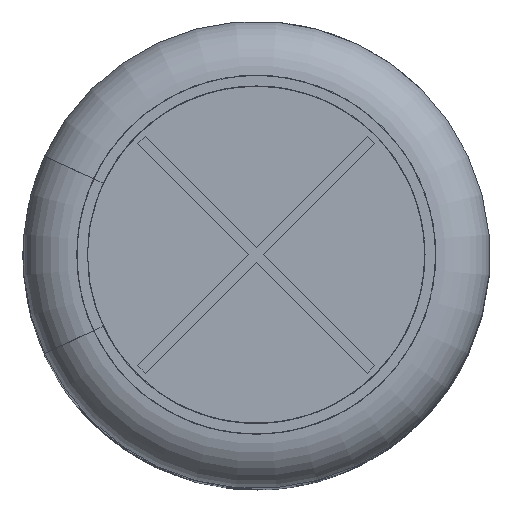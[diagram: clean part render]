
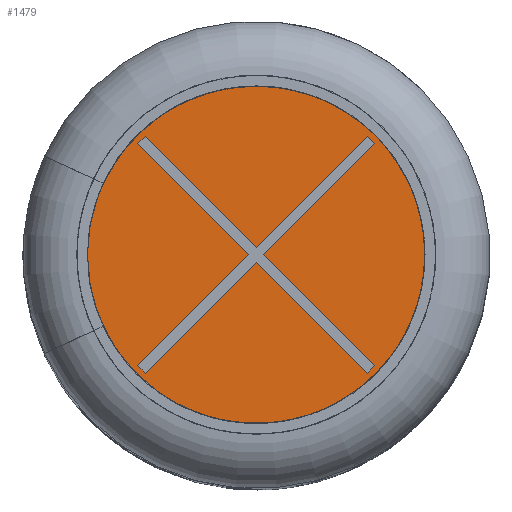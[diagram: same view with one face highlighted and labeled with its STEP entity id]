
A CAD part, top view. The second image highlights one B-rep face of the part: STEP entity #1479.
In plain terms, the highlighted planar face has unit normal (0, 0, 1).
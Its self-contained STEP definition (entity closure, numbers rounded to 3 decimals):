
#1479 = ADVANCED_FACE( '', ( #3105, #3106 ), #3107, .T. );
#3105 = FACE_OUTER_BOUND( '', #10593, .T. );
#3106 = FACE_BOUND( '', #10594, .T. );
#3107 = PLANE( '', #10595 );
#10593 = EDGE_LOOP( '', ( #15132 ) );
#10594 = EDGE_LOOP( '', ( #15133, #15134, #15135, #15136, #15137, #15138, #15139, #15140, #15141, #15142, #15143, #15144 ) );
#10595 = AXIS2_PLACEMENT_3D( '', #15145, #15146, #15147 );
#15132 = ORIENTED_EDGE( '', *, *, #17083, .F. );
#15133 = ORIENTED_EDGE( '', *, *, #16619, .T. );
#15134 = ORIENTED_EDGE( '', *, *, #16844, .T. );
#15135 = ORIENTED_EDGE( '', *, *, #15693, .T. );
#15136 = ORIENTED_EDGE( '', *, *, #16316, .T. );
#15137 = ORIENTED_EDGE( '', *, *, #16458, .T. );
#15138 = ORIENTED_EDGE( '', *, *, #16073, .T. );
#15139 = ORIENTED_EDGE( '', *, *, #16131, .T. );
#15140 = ORIENTED_EDGE( '', *, *, #15653, .T. );
#15141 = ORIENTED_EDGE( '', *, *, #16160, .T. );
#15142 = ORIENTED_EDGE( '', *, *, #16014, .T. );
#15143 = ORIENTED_EDGE( '', *, *, #16096, .T. );
#15144 = ORIENTED_EDGE( '', *, *, #16425, .T. );
#15145 = CARTESIAN_POINT( '', ( -3.843, 0., 24.78 ) );
#15146 = DIRECTION( '', ( 0., 0., 1. ) );
#15147 = DIRECTION( '', ( 1., 0., 0. ) );
#15653 = EDGE_CURVE( '', #17554, #17555, #17556, .T. );
#15693 = EDGE_CURVE( '', #17623, #17624, #17625, .T. );
#16014 = EDGE_CURVE( '', #18163, #18164, #18165, .T. );
#16073 = EDGE_CURVE( '', #18257, #18258, #18259, .T. );
#16096 = EDGE_CURVE( '', #18164, #18296, #18297, .T. );
#16131 = EDGE_CURVE( '', #18258, #17554, #18353, .T. );
#16160 = EDGE_CURVE( '', #17555, #18163, #18396, .T. );
#16316 = EDGE_CURVE( '', #17624, #18641, #18642, .T. );
#16425 = EDGE_CURVE( '', #18296, #18807, #18808, .T. );
#16458 = EDGE_CURVE( '', #18641, #18257, #18858, .T. );
#16619 = EDGE_CURVE( '', #18807, #19095, #19096, .T. );
#16844 = EDGE_CURVE( '', #19095, #17623, #19401, .T. );
#17083 = EDGE_CURVE( '', #19697, #19697, #19698, .T. );
#17554 = VERTEX_POINT( '', #20509 );
#17555 = VERTEX_POINT( '', #20510 );
#17556 = LINE( '', #20511, #20512 );
#17623 = VERTEX_POINT( '', #20636 );
#17624 = VERTEX_POINT( '', #20637 );
#17625 = LINE( '', #20638, #20639 );
#18163 = VERTEX_POINT( '', #22210 );
#18164 = VERTEX_POINT( '', #22211 );
#18165 = LINE( '', #22212, #22213 );
#18257 = VERTEX_POINT( '', #22367 );
#18258 = VERTEX_POINT( '', #22368 );
#18259 = LINE( '', #22369, #22370 );
#18296 = VERTEX_POINT( '', #22418 );
#18297 = LINE( '', #22419, #22420 );
#18353 = LINE( '', #22518, #22519 );
#18396 = LINE( '', #22655, #22656 );
#18641 = VERTEX_POINT( '', #23331 );
#18642 = LINE( '', #23332, #23333 );
#18807 = VERTEX_POINT( '', #23711 );
#18808 = LINE( '', #23712, #23713 );
#18858 = LINE( '', #23796, #23797 );
#19095 = VERTEX_POINT( '', #24350 );
#19096 = LINE( '', #24351, #24352 );
#19401 = LINE( '', #25090, #25091 );
#19697 = VERTEX_POINT( '', #25782 );
#19698 = CIRCLE( '', #25783, 3.843 );
#20509 = CARTESIAN_POINT( '', ( 2.375, -2.533, 24.78 ) );
#20510 = CARTESIAN_POINT( '', ( 0., -0.157, 24.78 ) );
#20511 = CARTESIAN_POINT( '', ( 0., -0.157, 24.78 ) );
#20512 = VECTOR( '', #26467, 1000. );
#20636 = CARTESIAN_POINT( '', ( 0., 0.157, 24.78 ) );
#20637 = CARTESIAN_POINT( '', ( 2.375, 2.533, 24.78 ) );
#20638 = CARTESIAN_POINT( '', ( 0., 0.157, 24.78 ) );
#20639 = VECTOR( '', #26503, 1000. );
#22210 = CARTESIAN_POINT( '', ( -2.375, -2.533, 24.78 ) );
#22211 = CARTESIAN_POINT( '', ( -2.533, -2.375, 24.78 ) );
#22212 = CARTESIAN_POINT( '', ( -2.375, -2.533, 24.78 ) );
#22213 = VECTOR( '', #26833, 1000. );
#22367 = CARTESIAN_POINT( '', ( 0.157, 0., 24.78 ) );
#22368 = CARTESIAN_POINT( '', ( 2.533, -2.375, 24.78 ) );
#22369 = CARTESIAN_POINT( '', ( 0.157, 0., 24.78 ) );
#22370 = VECTOR( '', #26896, 1000. );
#22418 = CARTESIAN_POINT( '', ( -0.157, 0., 24.78 ) );
#22419 = CARTESIAN_POINT( '', ( -0.157, 0., 24.78 ) );
#22420 = VECTOR( '', #26926, 1000. );
#22518 = CARTESIAN_POINT( '', ( 2.533, -2.375, 24.78 ) );
#22519 = VECTOR( '', #26951, 1000. );
#22655 = CARTESIAN_POINT( '', ( 0., -0.157, 24.78 ) );
#22656 = VECTOR( '', #26972, 1000. );
#23331 = CARTESIAN_POINT( '', ( 2.533, 2.375, 24.78 ) );
#23332 = CARTESIAN_POINT( '', ( 2.533, 2.375, 24.78 ) );
#23333 = VECTOR( '', #27112, 1000. );
#23711 = CARTESIAN_POINT( '', ( -2.533, 2.375, 24.78 ) );
#23712 = CARTESIAN_POINT( '', ( -0.157, 0., 24.78 ) );
#23713 = VECTOR( '', #27214, 1000. );
#23796 = CARTESIAN_POINT( '', ( 0.157, 0., 24.78 ) );
#23797 = VECTOR( '', #27254, 1000. );
#24350 = CARTESIAN_POINT( '', ( -2.375, 2.533, 24.78 ) );
#24351 = CARTESIAN_POINT( '', ( -2.375, 2.533, 24.78 ) );
#24352 = VECTOR( '', #27392, 1000. );
#25090 = CARTESIAN_POINT( '', ( 0., 0.157, 24.78 ) );
#25091 = VECTOR( '', #27584, 1000. );
#25782 = CARTESIAN_POINT( '', ( -3.843, 0., 24.78 ) );
#25783 = AXIS2_PLACEMENT_3D( '', #27791, #27792, #27793 );
#26467 = DIRECTION( '', ( -0.707, 0.707, 0. ) );
#26503 = DIRECTION( '', ( 0.707, 0.707, 0. ) );
#26833 = DIRECTION( '', ( -0.707, 0.707, 0. ) );
#26896 = DIRECTION( '', ( 0.707, -0.707, 0. ) );
#26926 = DIRECTION( '', ( 0.707, 0.707, 0. ) );
#26951 = DIRECTION( '', ( -0.707, -0.707, 0. ) );
#26972 = DIRECTION( '', ( -0.707, -0.707, 0. ) );
#27112 = DIRECTION( '', ( 0.707, -0.707, 0. ) );
#27214 = DIRECTION( '', ( -0.707, 0.707, 0. ) );
#27254 = DIRECTION( '', ( -0.707, -0.707, 0. ) );
#27392 = DIRECTION( '', ( 0.707, 0.707, 0. ) );
#27584 = DIRECTION( '', ( 0.707, -0.707, 0. ) );
#27791 = CARTESIAN_POINT( '', ( 0., 0., 24.78 ) );
#27792 = DIRECTION( '', ( 0., 0., -1. ) );
#27793 = DIRECTION( '', ( -1., 0., 0. ) );
